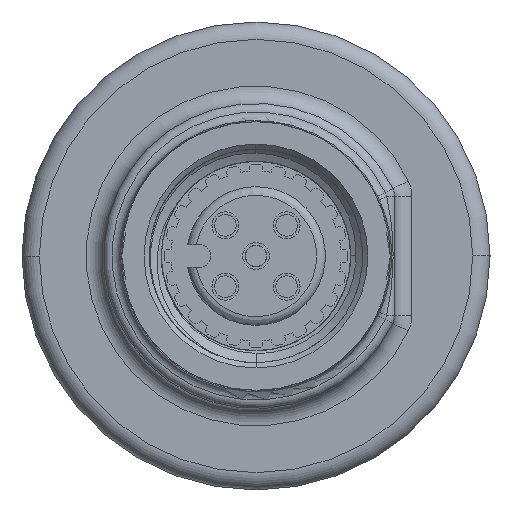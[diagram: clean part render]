
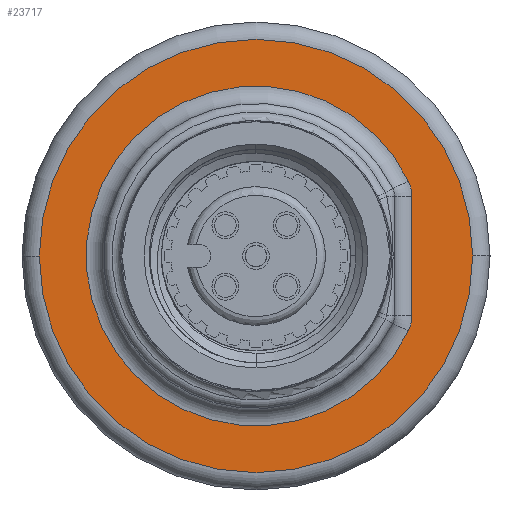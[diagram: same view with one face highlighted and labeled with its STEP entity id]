
A CAD part, left-side view. The second image highlights one B-rep face of the part: STEP entity #23717.
In plain terms, the highlighted face is planar.
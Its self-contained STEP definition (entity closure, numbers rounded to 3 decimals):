
#20163=CARTESIAN_POINT('',(0.,0.,0.));
#20164=DIRECTION('',(0.,-1.,0.));
#20165=DIRECTION('',(1.,0.,0.));
#20166=AXIS2_PLACEMENT_3D('',#20163,#20164,#20165);
#20168=CARTESIAN_POINT('',(0.,0.,0.));
#20169=DIRECTION('',(0.,-1.,0.));
#20170=DIRECTION('',(-1.,0.,0.));
#20171=AXIS2_PLACEMENT_3D('',#20168,#20169,#20170);
#20173=CARTESIAN_POINT('',(-7.,0.,-3.441));
#20174=DIRECTION('',(0.,1.,0.));
#20175=DIRECTION('',(-0.897,0.,-0.441));
#20176=AXIS2_PLACEMENT_3D('',#20173,#20174,#20175);
#20178=DIRECTION('',(0.,0.,1.));
#20179=VECTOR('',#20178,6.882);
#20180=CARTESIAN_POINT('',(-9.,0.,-3.441));
#20181=LINE('',#20180,#20179);
#20182=CARTESIAN_POINT('',(-7.,0.,3.441));
#20183=DIRECTION('',(0.,1.,0.));
#20184=DIRECTION('',(-1.,0.,0.));
#20185=AXIS2_PLACEMENT_3D('',#20182,#20183,#20184);
#20187=CARTESIAN_POINT('',(0.,0.,0.));
#20188=DIRECTION('',(0.,1.,0.));
#20189=DIRECTION('',(-0.897,0.,0.441));
#20190=AXIS2_PLACEMENT_3D('',#20187,#20188,#20189);
#23059=CARTESIAN_POINT('',(12.5,0.,0.));
#23060=CARTESIAN_POINT('',(-12.5,0.,0.));
#23061=VERTEX_POINT('',#23059);
#23062=VERTEX_POINT('',#23060);
#23075=CARTESIAN_POINT('',(-8.795,0.,-4.323));
#23076=CARTESIAN_POINT('',(-9.,0.,-3.441));
#23077=VERTEX_POINT('',#23075);
#23078=VERTEX_POINT('',#23076);
#23083=CARTESIAN_POINT('',(-8.795,0.,4.323));
#23084=VERTEX_POINT('',#23083);
#23087=CARTESIAN_POINT('',(-9.,0.,3.441));
#23088=VERTEX_POINT('',#23087);
#23698=CARTESIAN_POINT('',(0.,0.,0.));
#23699=DIRECTION('',(0.,-1.,0.));
#23700=DIRECTION('',(-1.,0.,0.));
#23701=AXIS2_PLACEMENT_3D('',#23698,#23699,#23700);
#23702=PLANE('',#23701);
#23704=ORIENTED_EDGE('',*,*,#23703,.T.);
#23706=ORIENTED_EDGE('',*,*,#23705,.T.);
#23707=EDGE_LOOP('',(#23704,#23706));
#23708=FACE_OUTER_BOUND('',#23707,.F.);
#23710=ORIENTED_EDGE('',*,*,#23709,.T.);
#23711=ORIENTED_EDGE('',*,*,#23688,.T.);
#23712=ORIENTED_EDGE('',*,*,#23678,.T.);
#23714=ORIENTED_EDGE('',*,*,#23713,.T.);
#23715=EDGE_LOOP('',(#23710,#23711,#23712,#23714));
#23716=FACE_BOUND('',#23715,.F.);
#23717=ADVANCED_FACE('',(#23708,#23716),#23702,.F.);
#20167=CIRCLE('',#20166,12.5);
#20172=CIRCLE('',#20171,12.5);
#20177=CIRCLE('',#20176,2.);
#20186=CIRCLE('',#20185,2.);
#20191=CIRCLE('',#20190,9.8);
#23678=EDGE_CURVE('',#23088,#23084,#20186,.T.);
#23688=EDGE_CURVE('',#23078,#23088,#20181,.T.);
#23703=EDGE_CURVE('',#23061,#23062,#20167,.T.);
#23705=EDGE_CURVE('',#23062,#23061,#20172,.T.);
#23709=EDGE_CURVE('',#23077,#23078,#20177,.T.);
#23713=EDGE_CURVE('',#23084,#23077,#20191,.T.);
